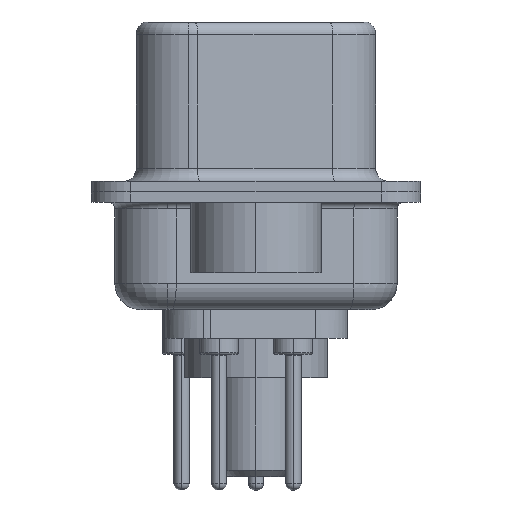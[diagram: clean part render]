
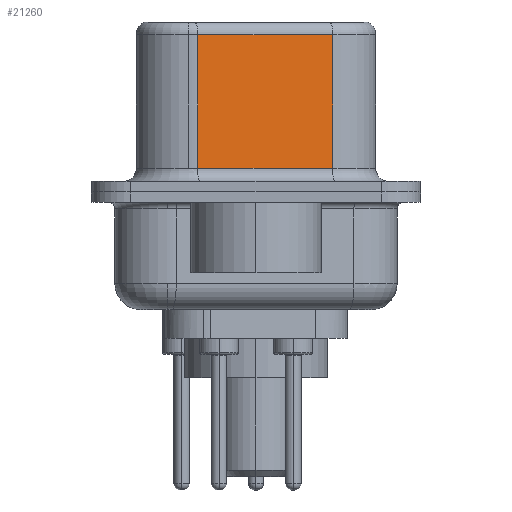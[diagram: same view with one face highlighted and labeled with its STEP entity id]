
A CAD part, left-side view. The second image highlights one B-rep face of the part: STEP entity #21260.
In plain terms, the highlighted planar face has unit normal (-0.985, -0.174, 0).
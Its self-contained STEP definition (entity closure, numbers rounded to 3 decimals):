
#133 = DIRECTION ( 'NONE',  ( 0.985, 0.174, 0. ) ) ;
#190 = FACE_OUTER_BOUND ( 'NONE', #8142, .T. ) ;
#1535 = CARTESIAN_POINT ( 'NONE',  ( 4.585, -2.927, 6.02 ) ) ;
#1882 = ORIENTED_EDGE ( 'NONE', *, *, #17933, .T. ) ;
#3430 = CARTESIAN_POINT ( 'NONE',  ( 4.585, -2.927, 0.9 ) ) ;
#3869 = DIRECTION ( 'NONE',  ( 0.174, -0.985, 0. ) ) ;
#4585 = EDGE_CURVE ( 'NONE', #11792, #7277, #12956, .T. ) ;
#5901 = DIRECTION ( 'NONE',  ( 0., 0., -1. ) ) ;
#7277 = VERTEX_POINT ( 'NONE', #3430 ) ;
#7370 = DIRECTION ( 'NONE',  ( -0.174, 0.985, 0. ) ) ;
#7752 = EDGE_CURVE ( 'NONE', #15770, #11792, #15665, .T. ) ;
#7954 = CARTESIAN_POINT ( 'NONE',  ( 4.585, -2.927, 6.52 ) ) ;
#8142 = EDGE_LOOP ( 'NONE', ( #15101, #1882, #22612, #21374 ) ) ;
#9594 = CARTESIAN_POINT ( 'NONE',  ( 4.585, -2.927, 6.02 ) ) ;
#10532 = CARTESIAN_POINT ( 'NONE',  ( 3.675, 2.233, 6.02 ) ) ;
#10931 = CARTESIAN_POINT ( 'NONE',  ( 4.585, -2.927, 6.52 ) ) ;
#11792 = VERTEX_POINT ( 'NONE', #16846 ) ;
#11828 = VECTOR ( 'NONE', #3869, 1000. ) ;
#12129 = DIRECTION ( 'NONE',  ( 0., 0., -1. ) ) ;
#12133 = DIRECTION ( 'NONE',  ( -0.174, 0.985, 0. ) ) ;
#12535 = CARTESIAN_POINT ( 'NONE',  ( 4.585, -2.927, 0.9 ) ) ;
#12548 = VECTOR ( 'NONE', #12129, 1000. ) ;
#12956 = LINE ( 'NONE', #12535, #11828 ) ;
#13000 = LINE ( 'NONE', #1535, #17210 ) ;
#13282 = EDGE_CURVE ( 'NONE', #15576, #7277, #16405, .T. ) ;
#15101 = ORIENTED_EDGE ( 'NONE', *, *, #13282, .F. ) ;
#15268 = AXIS2_PLACEMENT_3D ( 'NONE', #10931, #133, #7370 ) ;
#15576 = VERTEX_POINT ( 'NONE', #9594 ) ;
#15665 = LINE ( 'NONE', #17137, #12548 ) ;
#15770 = VERTEX_POINT ( 'NONE', #10532 ) ;
#16387 = PLANE ( 'NONE',  #15268 ) ;
#16405 = LINE ( 'NONE', #7954, #22864 ) ;
#16846 = CARTESIAN_POINT ( 'NONE',  ( 3.675, 2.233, 0.9 ) ) ;
#17137 = CARTESIAN_POINT ( 'NONE',  ( 3.675, 2.233, 6.52 ) ) ;
#17210 = VECTOR ( 'NONE', #12133, 1000. ) ;
#17933 = EDGE_CURVE ( 'NONE', #15576, #15770, #13000, .T. ) ;
#21260 = ADVANCED_FACE ( 'NONE', ( #190 ), #16387, .F. ) ;
#21374 = ORIENTED_EDGE ( 'NONE', *, *, #4585, .T. ) ;
#22612 = ORIENTED_EDGE ( 'NONE', *, *, #7752, .T. ) ;
#22864 = VECTOR ( 'NONE', #5901, 1000. ) ;
